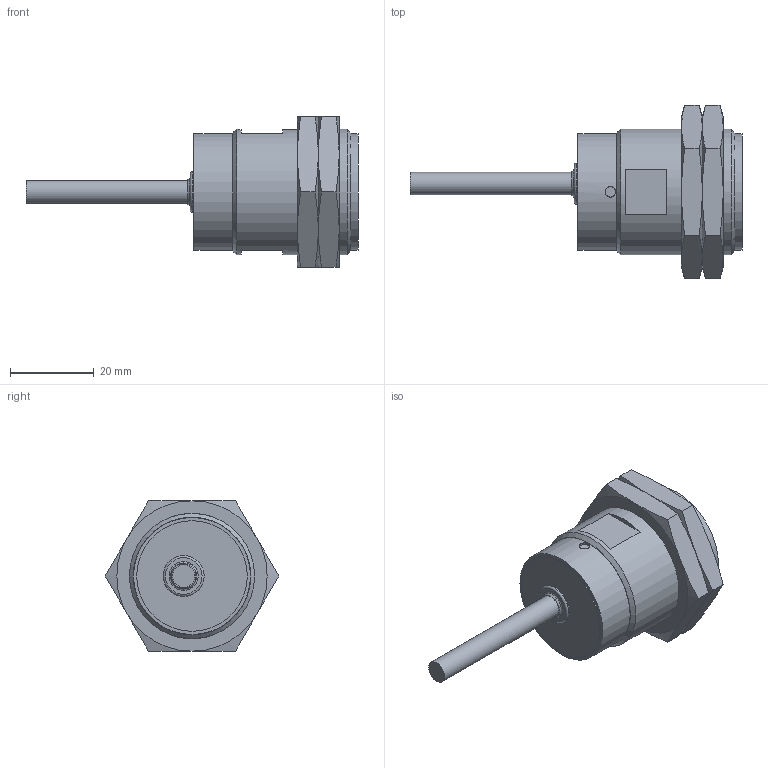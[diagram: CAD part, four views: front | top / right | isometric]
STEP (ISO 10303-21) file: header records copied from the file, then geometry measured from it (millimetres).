
FILE_DESCRIPTION (( 'STEP AP214' ), '1' );
FILE_NAME ('WST-A0-3A.STEP', '2018-08-24T17:47:02', ( '' ), ( '' ), 'SwSTEP 2.0', 'SolidWorks 2017', '' );
FILE_SCHEMA (( 'AUTOMOTIVE_DESIGN' ));
Length unit declared in the file: inch
Products named in the file (1): WST-A0-3A
Bounding box: 79.5 x 41.57 x 36 mm (x, y, z)
Volume: 32288.8 mm3; surface area: 9484.5 mm2
Topology: 3 solids, 3 shells, 73 faces, 155 edges, 95 vertices
Faces by surface type: plane 31, cone 31, cylinder 9, torus 2
Full cylindrical faces by diameter (mm): 2.5 x1, 5.4 x1, 9.8 x1, 26.5 x1, 27.8 x1, 28 x1, 28.376 x2, 30 x1
Entity records: 2943 total; most frequent: CARTESIAN_POINT 559, DIRECTION 278, ORIENTED_EDGE 248, AXIS2_PLACEMENT_3D 129, EDGE_CURVE 124, EDGE_LOOP 104, VERTEX_POINT 84, FACE_OUTER_BOUND 84
